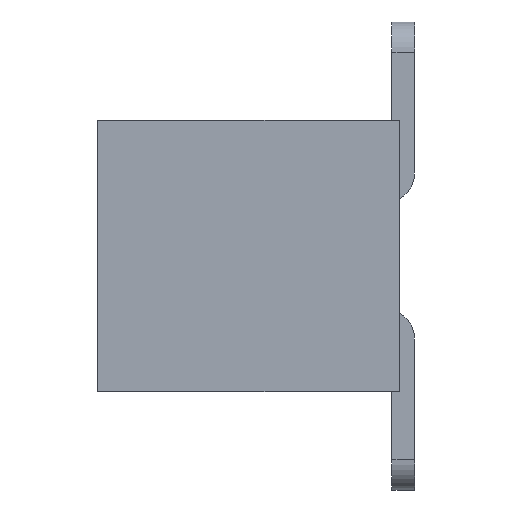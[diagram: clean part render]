
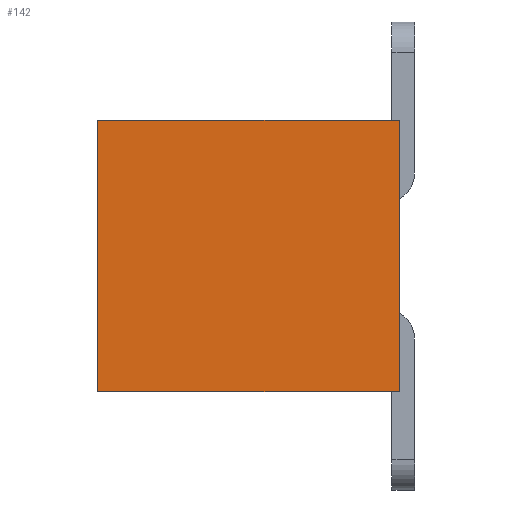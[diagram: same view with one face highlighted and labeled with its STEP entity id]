
A CAD part, left-side view. The second image highlights one B-rep face of the part: STEP entity #142.
In plain terms, the highlighted planar face has unit normal (-1, 0, 0).
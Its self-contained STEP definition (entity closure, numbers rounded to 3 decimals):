
#142=ADVANCED_FACE('',(#571),#572,.T.);
#571=FACE_OUTER_BOUND('',#1364,.T.);
#572=PLANE('',#1365);
#1364=EDGE_LOOP('',(#2360,#2361,#2362,#2363));
#1365=AXIS2_PLACEMENT_3D('',#2364,#2365,#2366);
#2360=ORIENTED_EDGE('',*,*,#5428,.T.);
#2361=ORIENTED_EDGE('',*,*,#5484,.T.);
#2362=ORIENTED_EDGE('',*,*,#5522,.F.);
#2363=ORIENTED_EDGE('',*,*,#5560,.F.);
#2364=CARTESIAN_POINT('',(-4.01,0.0,-0.9));
#2365=DIRECTION('',(-1.0,0.0,0.0));
#2366=DIRECTION('',(0.0,0.0,1.0));
#5428=EDGE_CURVE('',#6511,#6509,#6512,.T.);
#5484=EDGE_CURVE('',#6509,#6611,#6613,.T.);
#5522=EDGE_CURVE('',#6675,#6611,#6677,.T.);
#5560=EDGE_CURVE('',#6511,#6675,#6743,.T.);
#6509=VERTEX_POINT('',#8276);
#6511=VERTEX_POINT('',#8279);
#6512=LINE('',#8280,#8281);
#6611=VERTEX_POINT('',#8434);
#6613=LINE('',#8437,#8438);
#6675=VERTEX_POINT('',#8536);
#6677=LINE('',#8539,#8540);
#6743=LINE('',#8643,#8644);
#8276=CARTESIAN_POINT('',(-4.01,0.0,0.9));
#8279=CARTESIAN_POINT('',(-4.01,0.0,-0.9));
#8280=CARTESIAN_POINT('',(-4.01,0.0,-0.9));
#8281=VECTOR('',#10874,1.8);
#8434=CARTESIAN_POINT('',(-4.01,2.0,0.9));
#8437=CARTESIAN_POINT('',(-4.01,0.0,0.9));
#8438=VECTOR('',#10930,2.0);
#8536=CARTESIAN_POINT('',(-4.01,2.0,-0.9));
#8539=CARTESIAN_POINT('',(-4.01,2.0,-0.9));
#8540=VECTOR('',#10968,1.8);
#8643=CARTESIAN_POINT('',(-4.01,0.0,-0.9));
#8644=VECTOR('',#11006,2.0);
#10874=DIRECTION('',(0.0,0.0,1.0));
#10930=DIRECTION('',(0.0,1.0,0.0));
#10968=DIRECTION('',(0.0,0.0,1.0));
#11006=DIRECTION('',(0.0,1.0,0.0));
